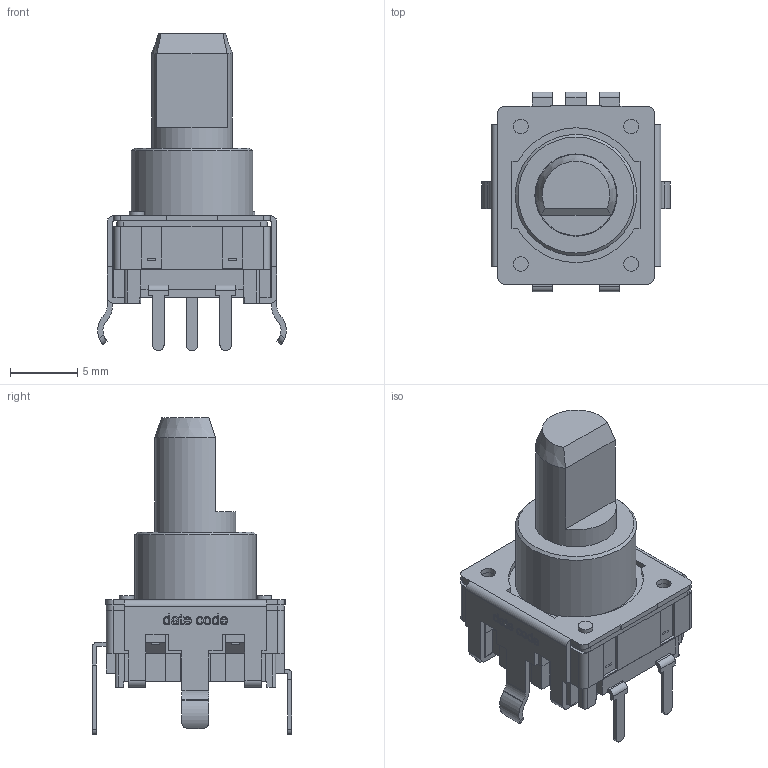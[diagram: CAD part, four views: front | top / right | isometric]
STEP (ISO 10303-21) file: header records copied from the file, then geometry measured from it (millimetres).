
FILE_DESCRIPTION(/* description */ ('Unknown'),/* implementation_level */ '2;1');
FILE_NAME(/* name */ '4820xx714003',/* time_stamp */ '2020-10-26T14:22:21+01:00',/* author */ ('Unknown'),/* organization */ ('Unknown'),/* preprocessor_version */ 'ST-DEVELOPER v16.7',/* originating_system */ 'DEX',/* authorisation */ $);
FILE_SCHEMA (('AUTOMOTIVE_DESIGN {1 0 10303 214 3 1 1}'));
Length unit declared in the file: millimetre
Products named in the file (9): 4820xx714003 ; Base; Base_2; contact_plate; Thread; pins_short; pins; pins_2; pins_long
Assembly tree (8 placements, depth 2):
  4820xx714003 
    Base
    Base_2
    contact_plate
    Thread
    pins_short
    pins
    pins_2
    pins_long
Bounding box: 14 x 14.8 x 23.5 mm (x, y, z)
Volume: 1444 mm3; surface area: 2208.9 mm2
Topology: 13 solids, 13 shells, 497 faces, 1342 edges, 893 vertices
Faces by surface type: plane 384, cylinder 83, bspline 28, cone 2
Full cylindrical faces by diameter (mm): 1.1 x10, 6 x1, 6.1 x1, 9 x1
Entity records: 18280 total; most frequent: CARTESIAN_POINT 4249, ORIENTED_EDGE 2634, DIRECTION 2270, EDGE_CURVE 1317, LINE 992, VECTOR 992, VERTEX_POINT 886, AXIS2_PLACEMENT_3D 639
